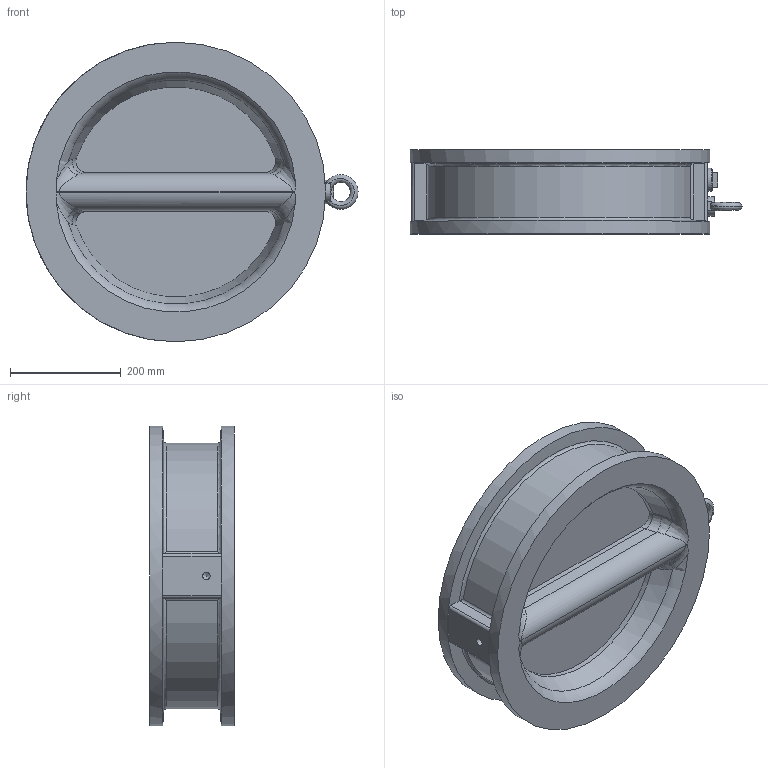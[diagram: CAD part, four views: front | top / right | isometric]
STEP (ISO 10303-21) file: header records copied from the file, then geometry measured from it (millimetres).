
FILE_DESCRIPTION((''),'2;1');
FILE_NAME('98100032.stp','2008-10-16T16:34:58',('frese'),(''),'Autodesk Inventor 2008','Autodesk Inventor 2008','');
FILE_SCHEMA(('AUTOMOTIVE_DESIGN { 1 0 10303 214 1 1 1 1 }'));
Length unit declared in the file: millimetre
Products named in the file (1): 98100032
Bounding box: 600.5 x 152 x 542 mm (x, y, z)
Volume: 14928455.3 mm3; surface area: 1208140 mm2
Topology: 1 solids, 1 shells, 210 faces, 571 edges, 376 vertices
Faces by surface type: plane 91, cylinder 61, bspline 38, torus 11, cone 9
Full cylindrical faces by diameter (mm): 4 x8, 25 x2, 35 x1, 41.91 x1, 44 x4, 50 x2, 422 x1, 438 x1, 542 x2
Entity records: 29974 total; most frequent: CARTESIAN_POINT 24843, ORIENTED_EDGE 1052, DIRECTION 914, EDGE_CURVE 526, AXIS2_PLACEMENT_3D 351, VERTEX_POINT 351, EDGE_LOOP 273, VECTOR 212
